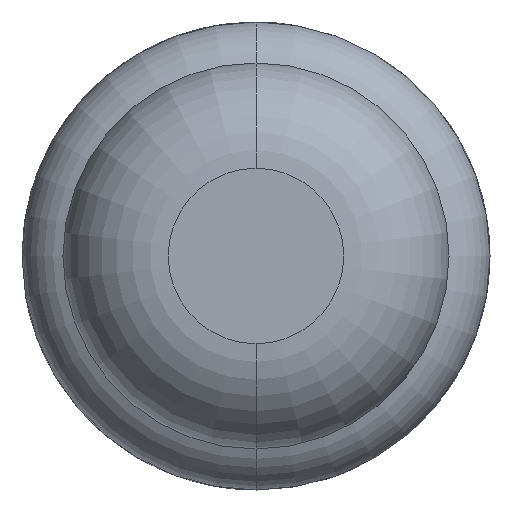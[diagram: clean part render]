
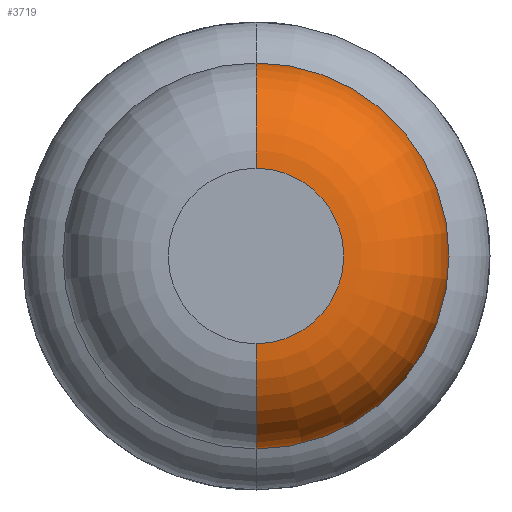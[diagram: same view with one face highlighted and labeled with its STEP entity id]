
A CAD part, front view. The second image highlights one B-rep face of the part: STEP entity #3719.
In plain terms, the highlighted toroidal (fillet/blend) face has major radius 0.375 mm and minor radius 0.45 mm.
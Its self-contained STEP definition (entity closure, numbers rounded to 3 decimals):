
#141 = ORIENTED_EDGE ( 'NONE', *, *, #3567, .F. ) ;
#245 = DIRECTION ( 'NONE',  ( 0., 0., 1. ) ) ;
#343 = DIRECTION ( 'NONE',  ( 0., 0., 1. ) ) ;
#836 = DIRECTION ( 'NONE',  ( 0., 1., 0. ) ) ;
#889 = EDGE_LOOP ( 'NONE', ( #4213, #2368, #2824, #141 ) ) ;
#936 = AXIS2_PLACEMENT_3D ( 'NONE', #1773, #1030, #245 ) ;
#1030 = DIRECTION ( 'NONE',  ( 0., 1., 0. ) ) ;
#1072 = AXIS2_PLACEMENT_3D ( 'NONE', #4627, #2659, #1095 ) ;
#1095 = DIRECTION ( 'NONE',  ( 0., 0., 1. ) ) ;
#1373 = CARTESIAN_POINT ( 'NONE',  ( 0., -26., -0.375 ) ) ;
#1773 = CARTESIAN_POINT ( 'NONE',  ( 0., -25.55, 0. ) ) ;
#1803 = CIRCLE ( 'NONE', #4414, 0.45 ) ;
#1865 = FACE_OUTER_BOUND ( 'NONE', #889, .T. ) ;
#2131 = CARTESIAN_POINT ( 'NONE',  ( 0., -25.55, -0.375 ) ) ;
#2236 = VERTEX_POINT ( 'NONE', #5060 ) ;
#2368 = ORIENTED_EDGE ( 'NONE', *, *, #4969, .T. ) ;
#2369 = CARTESIAN_POINT ( 'NONE',  ( 0., -26., 0. ) ) ;
#2416 = DIRECTION ( 'NONE',  ( 0., 0., 1. ) ) ;
#2538 = DIRECTION ( 'NONE',  ( 0., 0., -1. ) ) ;
#2646 = CIRCLE ( 'NONE', #4702, 0.375 ) ;
#2659 = DIRECTION ( 'NONE',  ( -1., 0., 0. ) ) ;
#2749 = CARTESIAN_POINT ( 'NONE',  ( 0., -25.55, 0. ) ) ;
#2769 = AXIS2_PLACEMENT_3D ( 'NONE', #2749, #3939, #343 ) ;
#2824 = ORIENTED_EDGE ( 'NONE', *, *, #4509, .F. ) ;
#3098 = EDGE_CURVE ( 'Defeature ausgef�hrt1_7+Defeature ausgef�hrt1_6+Defeature ausgef�hrt1_6+Defeature ausgef�hrt1_6', #3680, #4150, #2646, .T. ) ;
#3133 = CARTESIAN_POINT ( 'NONE',  ( 0., -26., 0.375 ) ) ;
#3278 = DIRECTION ( 'NONE',  ( 1., 0., 0. ) ) ;
#3552 = VERTEX_POINT ( 'NONE', #4596 ) ;
#3567 = EDGE_CURVE ( 'NONE', #3680, #2236, #4792, .T. ) ;
#3680 = VERTEX_POINT ( 'NONE', #3133 ) ;
#3719 = ADVANCED_FACE ( 'Defeature ausgef�hrt1_7', ( #1865 ), #4320, .T. ) ;
#3939 = DIRECTION ( 'NONE',  ( 0., 1., 0. ) ) ;
#4150 = VERTEX_POINT ( 'NONE', #1373 ) ;
#4213 = ORIENTED_EDGE ( 'NONE', *, *, #3098, .T. ) ;
#4320 = TOROIDAL_SURFACE ( 'NONE', #2769, 0.375, 0.45 ) ;
#4414 = AXIS2_PLACEMENT_3D ( 'NONE', #2131, #3278, #2538 ) ;
#4509 = EDGE_CURVE ( 'Defeature ausgef�hrt1_8+Defeature ausgef�hrt1_7+Defeature ausgef�hrt1_7+Defeature ausgef�hrt1_7', #2236, #3552, #4913, .T. ) ;
#4596 = CARTESIAN_POINT ( 'NONE',  ( 0., -25.55, -0.825 ) ) ;
#4627 = CARTESIAN_POINT ( 'NONE',  ( 0., -25.55, 0.375 ) ) ;
#4702 = AXIS2_PLACEMENT_3D ( 'NONE', #2369, #836, #2416 ) ;
#4792 = CIRCLE ( 'NONE', #1072, 0.45 ) ;
#4913 = CIRCLE ( 'NONE', #936, 0.825 ) ;
#4969 = EDGE_CURVE ( 'NONE', #4150, #3552, #1803, .T. ) ;
#5060 = CARTESIAN_POINT ( 'NONE',  ( 0., -25.55, 0.825 ) ) ;
